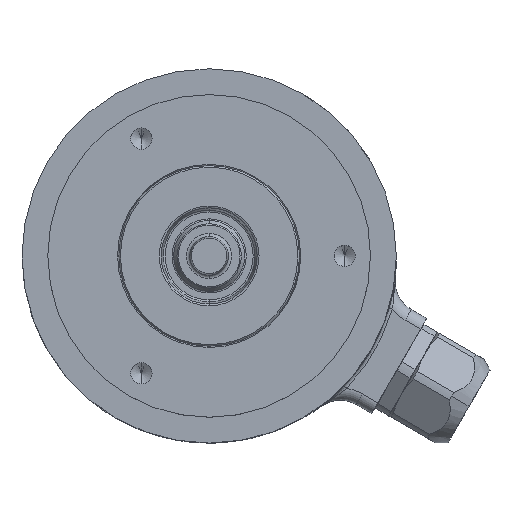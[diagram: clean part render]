
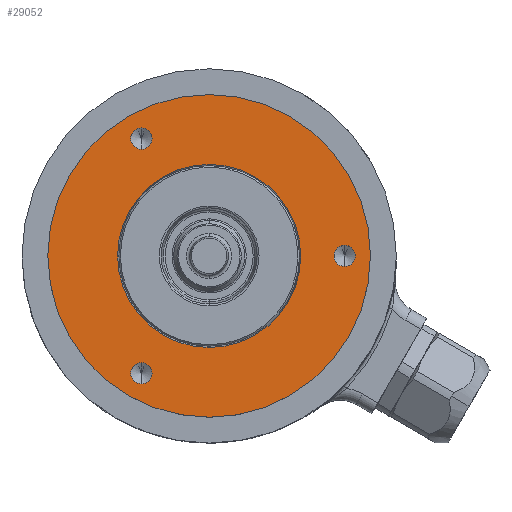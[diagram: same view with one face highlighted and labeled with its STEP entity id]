
A CAD part, top view. The second image highlights one B-rep face of the part: STEP entity #29052.
In plain terms, the highlighted planar face has unit normal (0, 0, 1).
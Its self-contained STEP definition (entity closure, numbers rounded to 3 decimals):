
#4131=CARTESIAN_POINT('',(0.,0.,27.));
#4132=DIRECTION('',(0.,0.,-1.));
#4133=DIRECTION('',(0.,1.,0.));
#4134=AXIS2_PLACEMENT_3D('',#4131,#4132,#4133);
#4136=CARTESIAN_POINT('',(0.,0.,27.));
#4137=DIRECTION('',(0.,0.,-1.));
#4138=DIRECTION('',(0.,-1.,0.));
#4139=AXIS2_PLACEMENT_3D('',#4136,#4137,#4138);
#4141=CARTESIAN_POINT('',(21.,0.,27.));
#4142=DIRECTION('',(0.,0.,1.));
#4143=DIRECTION('',(0.,-1.,0.));
#4144=AXIS2_PLACEMENT_3D('',#4141,#4142,#4143);
#4146=CARTESIAN_POINT('',(21.,0.,27.));
#4147=DIRECTION('',(0.,0.,1.));
#4148=DIRECTION('',(0.,1.,0.));
#4149=AXIS2_PLACEMENT_3D('',#4146,#4147,#4148);
#4151=CARTESIAN_POINT('',(-10.5,-18.187,27.));
#4152=DIRECTION('',(0.,0.,1.));
#4153=DIRECTION('',(0.,-1.,0.));
#4154=AXIS2_PLACEMENT_3D('',#4151,#4152,#4153);
#4156=CARTESIAN_POINT('',(-10.5,-18.187,27.));
#4157=DIRECTION('',(0.,0.,1.));
#4158=DIRECTION('',(0.,1.,0.));
#4159=AXIS2_PLACEMENT_3D('',#4156,#4157,#4158);
#4161=CARTESIAN_POINT('',(-10.5,18.187,27.));
#4162=DIRECTION('',(0.,0.,1.));
#4163=DIRECTION('',(0.,-1.,0.));
#4164=AXIS2_PLACEMENT_3D('',#4161,#4162,#4163);
#4166=CARTESIAN_POINT('',(-10.5,18.187,27.));
#4167=DIRECTION('',(0.,0.,1.));
#4168=DIRECTION('',(0.,1.,0.));
#4169=AXIS2_PLACEMENT_3D('',#4166,#4167,#4168);
#4176=CARTESIAN_POINT('',(0.,0.,27.));
#4177=DIRECTION('',(0.,0.,-1.));
#4178=DIRECTION('',(-1.,0.,0.));
#4179=AXIS2_PLACEMENT_3D('',#4176,#4177,#4178);
#4194=CARTESIAN_POINT('',(0.,0.,27.));
#4195=DIRECTION('',(0.,0.,-1.));
#4196=DIRECTION('',(1.,0.,0.));
#4197=AXIS2_PLACEMENT_3D('',#4194,#4195,#4196);
#23937=CARTESIAN_POINT('',(0.,25.,27.));
#23938=CARTESIAN_POINT('',(0.,-25.,27.));
#23939=VERTEX_POINT('',#23937);
#23940=VERTEX_POINT('',#23938);
#24143=CARTESIAN_POINT('',(14.188,0.,27.));
#24144=CARTESIAN_POINT('',(-14.188,0.,27.));
#24145=VERTEX_POINT('',#24143);
#24146=VERTEX_POINT('',#24144);
#24355=CARTESIAN_POINT('',(21.,-1.65,27.));
#24356=CARTESIAN_POINT('',(21.,1.65,27.));
#24357=VERTEX_POINT('',#24355);
#24358=VERTEX_POINT('',#24356);
#24365=CARTESIAN_POINT('',(-10.5,-19.837,27.));
#24366=CARTESIAN_POINT('',(-10.5,-16.537,27.));
#24367=VERTEX_POINT('',#24365);
#24368=VERTEX_POINT('',#24366);
#24375=CARTESIAN_POINT('',(-10.5,16.537,27.));
#24376=CARTESIAN_POINT('',(-10.5,19.837,27.));
#24377=VERTEX_POINT('',#24375);
#24378=VERTEX_POINT('',#24376);
#29018=CARTESIAN_POINT('',(0.,0.,27.));
#29019=DIRECTION('',(0.,0.,1.));
#29020=DIRECTION('',(1.,0.,0.));
#29021=AXIS2_PLACEMENT_3D('',#29018,#29019,#29020);
#29022=PLANE('',#29021);
#29024=ORIENTED_EDGE('',*,*,#29023,.T.);
#29025=ORIENTED_EDGE('',*,*,#29008,.T.);
#29026=EDGE_LOOP('',(#29024,#29025));
#29027=FACE_OUTER_BOUND('',#29026,.F.);
#29029=ORIENTED_EDGE('',*,*,#29028,.F.);
#29031=ORIENTED_EDGE('',*,*,#29030,.F.);
#29032=EDGE_LOOP('',(#29029,#29031));
#29033=FACE_BOUND('',#29032,.F.);
#29035=ORIENTED_EDGE('',*,*,#29034,.T.);
#29037=ORIENTED_EDGE('',*,*,#29036,.T.);
#29038=EDGE_LOOP('',(#29035,#29037));
#29039=FACE_BOUND('',#29038,.F.);
#29041=ORIENTED_EDGE('',*,*,#29040,.T.);
#29043=ORIENTED_EDGE('',*,*,#29042,.T.);
#29044=EDGE_LOOP('',(#29041,#29043));
#29045=FACE_BOUND('',#29044,.F.);
#29047=ORIENTED_EDGE('',*,*,#29046,.T.);
#29049=ORIENTED_EDGE('',*,*,#29048,.T.);
#29050=EDGE_LOOP('',(#29047,#29049));
#29051=FACE_BOUND('',#29050,.F.);
#4135=CIRCLE('',#4134,25.);
#4140=CIRCLE('',#4139,25.);
#4145=CIRCLE('',#4144,1.65);
#4150=CIRCLE('',#4149,1.65);
#4155=CIRCLE('',#4154,1.65);
#4160=CIRCLE('',#4159,1.65);
#4165=CIRCLE('',#4164,1.65);
#4170=CIRCLE('',#4169,1.65);
#4180=CIRCLE('',#4179,14.188);
#4198=CIRCLE('',#4197,14.188);
#29008=EDGE_CURVE('',#23940,#23939,#4140,.T.);
#29023=EDGE_CURVE('',#23939,#23940,#4135,.T.);
#29028=EDGE_CURVE('',#24146,#24145,#4180,.T.);
#29030=EDGE_CURVE('',#24145,#24146,#4198,.T.);
#29034=EDGE_CURVE('',#24357,#24358,#4145,.T.);
#29036=EDGE_CURVE('',#24358,#24357,#4150,.T.);
#29040=EDGE_CURVE('',#24367,#24368,#4155,.T.);
#29042=EDGE_CURVE('',#24368,#24367,#4160,.T.);
#29046=EDGE_CURVE('',#24377,#24378,#4165,.T.);
#29048=EDGE_CURVE('',#24378,#24377,#4170,.T.);
#29052=ADVANCED_FACE('',(#29027,#29033,#29039,#29045,#29051),#29022,.T.);
